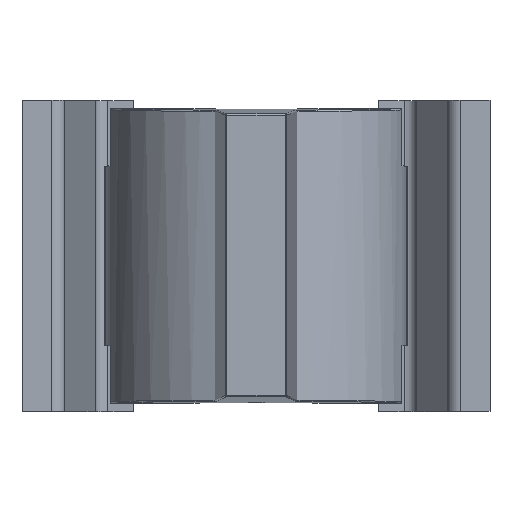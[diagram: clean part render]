
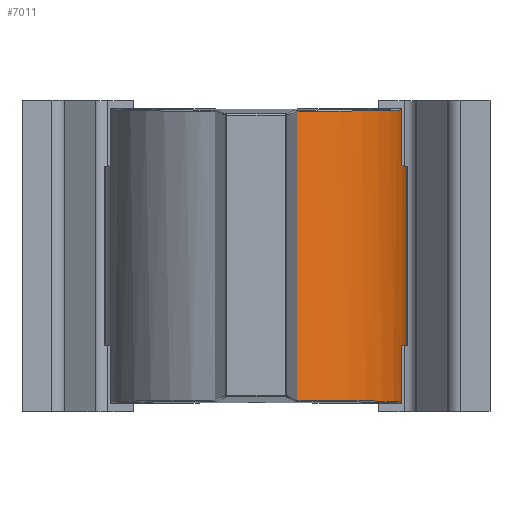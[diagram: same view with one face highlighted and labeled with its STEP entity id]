
A CAD part, top view. The second image highlights one B-rep face of the part: STEP entity #7011.
In plain terms, the highlighted cylindrical face has radius 5.84 mm (diameter 11.68 mm), a partial arc.
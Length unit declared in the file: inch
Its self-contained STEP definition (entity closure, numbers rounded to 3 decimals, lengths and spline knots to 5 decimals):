
#57=ELLIPSE('',#7471,0.22995,0.22992);
#58=ELLIPSE('',#7479,0.22995,0.22992);
#114=CYLINDRICAL_SURFACE('',#7485,0.22992);
#254=CIRCLE('',#7486,0.22992);
#255=CIRCLE('',#7487,0.22992);
#511=FACE_OUTER_BOUND('',#903,.T.);
#903=EDGE_LOOP('',(#5022,#5023,#5024,#5025,#5026,#5027,#5028,#5029,#5030,
#5031));
#1453=LINE('',#10642,#2212);
#1467=LINE('',#10743,#2226);
#1473=LINE('',#10799,#2232);
#1476=LINE('',#10804,#2235);
#1477=LINE('',#10807,#2236);
#1478=LINE('',#10811,#2237);
#2212=VECTOR('',#8564,0.3937);
#2226=VECTOR('',#8594,0.3937);
#2232=VECTOR('',#8612,0.3937);
#2235=VECTOR('',#8617,0.3937);
#2236=VECTOR('',#8620,0.3937);
#2237=VECTOR('',#8623,0.3937);
#2912=VERTEX_POINT('',#10639);
#2913=VERTEX_POINT('',#10641);
#2914=VERTEX_POINT('',#10684);
#2917=VERTEX_POINT('',#10722);
#2919=VERTEX_POINT('',#10726);
#2922=VERTEX_POINT('',#10775);
#2925=VERTEX_POINT('',#10798);
#2927=VERTEX_POINT('',#10806);
#2928=VERTEX_POINT('',#10808);
#2929=VERTEX_POINT('',#10810);
#3648=EDGE_CURVE('',#2912,#2913,#1453,.T.);
#3652=EDGE_CURVE('',#2913,#2914,#57,.T.);
#3667=EDGE_CURVE('',#2919,#2917,#1467,.T.);
#3672=EDGE_CURVE('',#2922,#2919,#58,.T.);
#3677=EDGE_CURVE('',#2925,#2914,#1473,.T.);
#3680=EDGE_CURVE('',#2917,#2912,#1476,.T.);
#3681=EDGE_CURVE('',#2922,#2927,#1477,.T.);
#3682=EDGE_CURVE('',#2927,#2928,#254,.T.);
#3683=EDGE_CURVE('',#2928,#2929,#1478,.T.);
#3684=EDGE_CURVE('',#2929,#2925,#255,.T.);
#5022=ORIENTED_EDGE('',*,*,#3652,.F.);
#5023=ORIENTED_EDGE('',*,*,#3648,.F.);
#5024=ORIENTED_EDGE('',*,*,#3680,.F.);
#5025=ORIENTED_EDGE('',*,*,#3667,.F.);
#5026=ORIENTED_EDGE('',*,*,#3672,.F.);
#5027=ORIENTED_EDGE('',*,*,#3681,.T.);
#5028=ORIENTED_EDGE('',*,*,#3682,.T.);
#5029=ORIENTED_EDGE('',*,*,#3683,.T.);
#5030=ORIENTED_EDGE('',*,*,#3684,.T.);
#5031=ORIENTED_EDGE('',*,*,#3677,.T.);
#7011=ADVANCED_FACE('',(#511),#114,.T.);
#7471=AXIS2_PLACEMENT_3D('',#10703,#8567,#8568);
#7479=AXIS2_PLACEMENT_3D('',#10789,#8600,#8601);
#7485=AXIS2_PLACEMENT_3D('',#10805,#8618,#8619);
#7486=AXIS2_PLACEMENT_3D('',#10809,#8621,#8622);
#7487=AXIS2_PLACEMENT_3D('',#10812,#8624,#8625);
#8564=DIRECTION('',(0.,1.,0.));
#8567=DIRECTION('center_axis',(0.,1.,
0.015));
#8568=DIRECTION('ref_axis',(0.,-0.015,1.));
#8594=DIRECTION('',(0.,1.,0.));
#8600=DIRECTION('center_axis',(0.,-1.,
0.015));
#8601=DIRECTION('ref_axis',(0.,0.015,1.));
#8612=DIRECTION('',(0.,1.,0.));
#8617=DIRECTION('',(0.,1.,0.));
#8618=DIRECTION('center_axis',(0.,1.,0.));
#8619=DIRECTION('ref_axis',(0.272,0.,0.962));
#8620=DIRECTION('',(0.,1.,0.));
#8621=DIRECTION('center_axis',(0.,1.,0.));
#8622=DIRECTION('ref_axis',(0.272,0.,0.962));
#8623=DIRECTION('',(0.,1.,0.));
#8624=DIRECTION('center_axis',(0.,-1.,0.));
#8625=DIRECTION('ref_axis',(0.272,0.,0.962));
#10639=CARTESIAN_POINT('',(0.0626,0.22048,0.76454));
#10641=CARTESIAN_POINT('',(0.0626,0.2205,0.76454));
#10642=CARTESIAN_POINT('',(0.0626,-0.225,0.76454));
#10684=CARTESIAN_POINT('',(0.22282,0.22304,0.6));
#10703=CARTESIAN_POINT('Origin',(0.,0.22391,
0.54331));
#10722=CARTESIAN_POINT('',(0.0626,-0.22048,0.76454));
#10726=CARTESIAN_POINT('',(0.0626,-0.2205,0.76454));
#10743=CARTESIAN_POINT('',(0.0626,-0.225,0.76454));
#10775=CARTESIAN_POINT('',(0.22282,-0.22304,0.6));
#10789=CARTESIAN_POINT('Origin',(0.,-0.22391,
0.54331));
#10798=CARTESIAN_POINT('',(0.22282,0.1374,0.6));
#10799=CARTESIAN_POINT('',(0.22282,-0.225,0.6));
#10804=CARTESIAN_POINT('',(0.0626,-0.225,0.76454));
#10805=CARTESIAN_POINT('Origin',(0.,-0.225,0.54331));
#10806=CARTESIAN_POINT('',(0.22282,-0.1374,0.6));
#10807=CARTESIAN_POINT('',(0.22282,-0.225,0.6));
#10808=CARTESIAN_POINT('',(0.22983,-0.1374,0.54987));
#10809=CARTESIAN_POINT('Origin',(0.,-0.1374,
0.54331));
#10810=CARTESIAN_POINT('',(0.22983,0.1374,0.54987));
#10811=CARTESIAN_POINT('',(0.22983,-0.225,0.54987));
#10812=CARTESIAN_POINT('Origin',(0.,0.1374,
0.54331));
